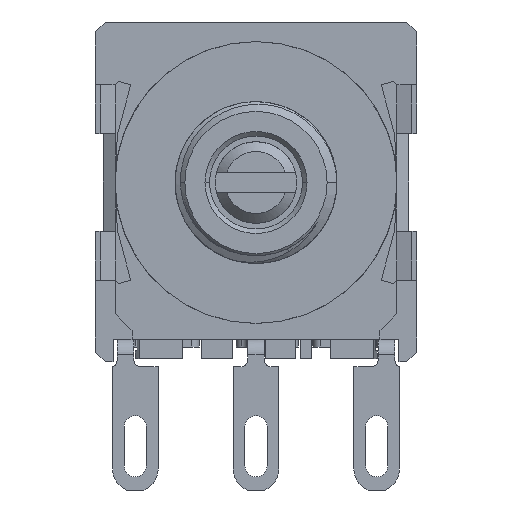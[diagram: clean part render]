
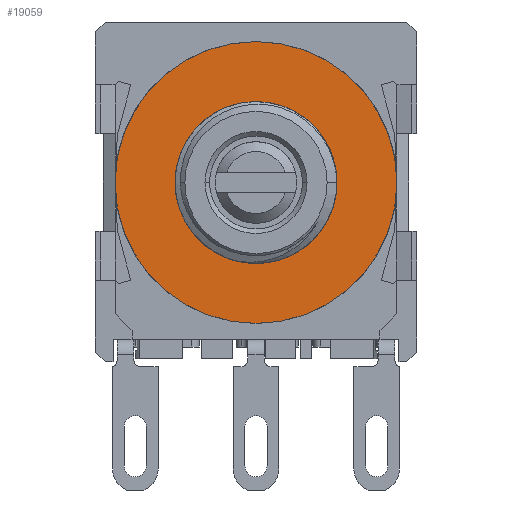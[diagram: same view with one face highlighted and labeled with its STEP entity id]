
A CAD part, left-side view. The second image highlights one B-rep face of the part: STEP entity #19059.
In plain terms, the highlighted planar face has unit normal (-1, 0, 0).
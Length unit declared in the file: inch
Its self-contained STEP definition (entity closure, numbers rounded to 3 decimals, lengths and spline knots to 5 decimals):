
#5987=CARTESIAN_POINT('',(-0.043,0.,0.));
#5988=DIRECTION('',(-1.,0.,0.));
#5989=DIRECTION('',(0.,-1.,0.));
#5990=AXIS2_PLACEMENT_3D('',#5987,#5988,#5989);
#5992=CARTESIAN_POINT('',(-0.043,0.,0.));
#5993=DIRECTION('',(-1.,0.,0.));
#5994=DIRECTION('',(0.,1.,0.));
#5995=AXIS2_PLACEMENT_3D('',#5992,#5993,#5994);
#6011=CARTESIAN_POINT('',(-0.043,0.,0.));
#6012=DIRECTION('',(-1.,0.,0.));
#6013=DIRECTION('',(0.,-1.,0.));
#6014=AXIS2_PLACEMENT_3D('',#6011,#6012,#6013);
#8666=CARTESIAN_POINT('',(-0.043,0.,0.));
#8667=DIRECTION('',(1.,0.,0.));
#8668=DIRECTION('',(0.,-1.,0.));
#8669=AXIS2_PLACEMENT_3D('',#8666,#8667,#8668);
#8803=CARTESIAN_POINT('',(-0.043,-0.1065,0.));
#8804=CARTESIAN_POINT('',(-0.043,0.1065,0.));
#8805=VERTEX_POINT('',#8803);
#8806=VERTEX_POINT('',#8804);
#8893=CARTESIAN_POINT('',(-0.043,-0.216,0.));
#8894=CARTESIAN_POINT('',(-0.043,0.216,0.));
#8895=VERTEX_POINT('',#8893);
#8896=VERTEX_POINT('',#8894);
#19044=CARTESIAN_POINT('',(-0.043,0.,0.));
#19045=DIRECTION('',(1.,0.,0.));
#19046=DIRECTION('',(0.,-1.,0.));
#19047=AXIS2_PLACEMENT_3D('',#19044,#19045,#19046);
#19048=PLANE('',#19047);
#19049=ORIENTED_EDGE('',*,*,#18921,.F.);
#19050=ORIENTED_EDGE('',*,*,#19036,.F.);
#19051=EDGE_LOOP('',(#19049,#19050));
#19052=FACE_OUTER_BOUND('',#19051,.F.);
#19054=ORIENTED_EDGE('',*,*,#19053,.T.);
#19056=ORIENTED_EDGE('',*,*,#19055,.F.);
#19057=EDGE_LOOP('',(#19054,#19056));
#19058=FACE_BOUND('',#19057,.F.);
#19059=ADVANCED_FACE('',(#19052,#19058),#19048,.F.);
#5991=CIRCLE('',#5990,0.216);
#5996=CIRCLE('',#5995,0.216);
#6015=CIRCLE('',#6014,0.1065);
#8670=CIRCLE('',#8669,0.1065);
#18921=EDGE_CURVE('',#8895,#8896,#5991,.T.);
#19036=EDGE_CURVE('',#8896,#8895,#5996,.T.);
#19053=EDGE_CURVE('',#8805,#8806,#6015,.T.);
#19055=EDGE_CURVE('',#8805,#8806,#8670,.T.);
